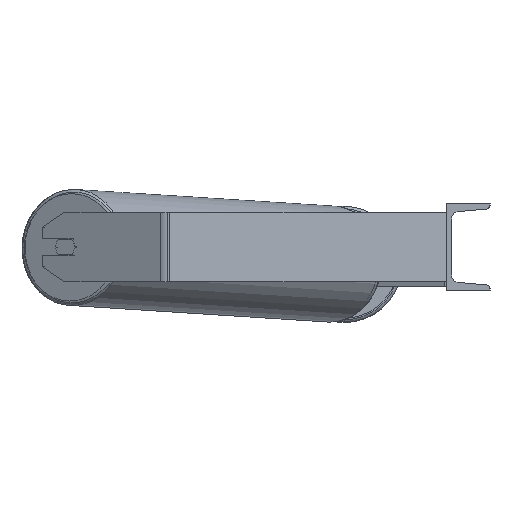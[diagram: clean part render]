
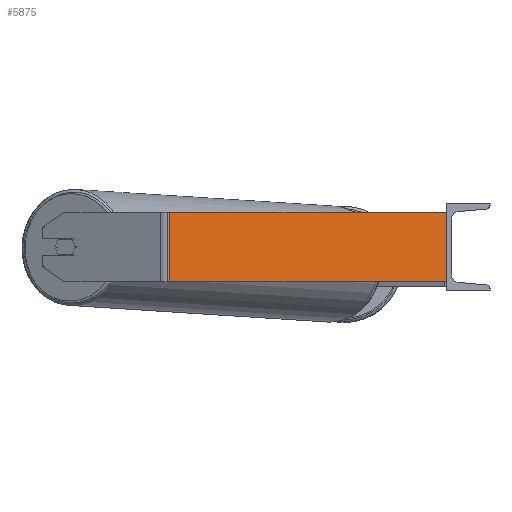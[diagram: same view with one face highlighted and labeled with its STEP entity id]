
A CAD part, left-side view. The second image highlights one B-rep face of the part: STEP entity #5875.
In plain terms, the highlighted planar face has unit normal (-0.985, -0.174, 0).
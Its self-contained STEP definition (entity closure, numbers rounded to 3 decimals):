
#272 = EDGE_LOOP ( 'NONE', ( #5599, #5643, #8893, #3400 ) ) ;
#344 = FACE_OUTER_BOUND ( 'NONE', #272, .T. ) ;
#680 = LINE ( 'NONE', #2815, #1412 ) ;
#1412 = VECTOR ( 'NONE', #5590, 1000. ) ;
#1756 = DIRECTION ( 'NONE',  ( 0., 0., -1. ) ) ;
#2237 = CARTESIAN_POINT ( 'NONE',  ( -940.773, 316.303, 40. ) ) ;
#2316 = LINE ( 'NONE', #6659, #3436 ) ;
#2380 = PLANE ( 'NONE',  #7342 ) ;
#2422 = VECTOR ( 'NONE', #4403, 1000. ) ;
#2571 = EDGE_CURVE ( 'NONE', #6850, #2783, #5913, .T. ) ;
#2783 = VERTEX_POINT ( 'NONE', #8352 ) ;
#2815 = CARTESIAN_POINT ( 'NONE',  ( -885., 0., 40. ) ) ;
#3400 = ORIENTED_EDGE ( 'NONE', *, *, #7628, .T. ) ;
#3436 = VECTOR ( 'NONE', #1756, 1000. ) ;
#3844 = LINE ( 'NONE', #6632, #6446 ) ;
#4330 = VERTEX_POINT ( 'NONE', #4665 ) ;
#4403 = DIRECTION ( 'NONE',  ( 0.174, -0.985, 0. ) ) ;
#4665 = CARTESIAN_POINT ( 'NONE',  ( -940.773, 316.303, -40. ) ) ;
#4968 = EDGE_CURVE ( 'NONE', #2783, #8997, #680, .T. ) ;
#5164 = DIRECTION ( 'NONE',  ( 0.985, 0.174, 0. ) ) ;
#5590 = DIRECTION ( 'NONE',  ( 0., 0., -1. ) ) ;
#5599 = ORIENTED_EDGE ( 'NONE', *, *, #5866, .T. ) ;
#5643 = ORIENTED_EDGE ( 'NONE', *, *, #4968, .F. ) ;
#5866 = EDGE_CURVE ( 'NONE', #4330, #8997, #3844, .T. ) ;
#5875 = ADVANCED_FACE ( 'NONE', ( #344 ), #2380, .F. ) ;
#5913 = LINE ( 'NONE', #8765, #2422 ) ;
#6446 = VECTOR ( 'NONE', #8687, 1000. ) ;
#6576 = DIRECTION ( 'NONE',  ( -0.174, 0.985, 0. ) ) ;
#6632 = CARTESIAN_POINT ( 'NONE',  ( -941.784, 322.038, -40. ) ) ;
#6659 = CARTESIAN_POINT ( 'NONE',  ( -940.773, 316.303, 40. ) ) ;
#6850 = VERTEX_POINT ( 'NONE', #2237 ) ;
#7056 = CARTESIAN_POINT ( 'NONE',  ( -885., 0., -40. ) ) ;
#7144 = CARTESIAN_POINT ( 'NONE',  ( -941.784, 322.038, 40. ) ) ;
#7342 = AXIS2_PLACEMENT_3D ( 'NONE', #7144, #5164, #6576 ) ;
#7628 = EDGE_CURVE ( 'NONE', #6850, #4330, #2316, .T. ) ;
#8352 = CARTESIAN_POINT ( 'NONE',  ( -885., 0., 40. ) ) ;
#8687 = DIRECTION ( 'NONE',  ( 0.174, -0.985, 0. ) ) ;
#8765 = CARTESIAN_POINT ( 'NONE',  ( -941.784, 322.038, 40. ) ) ;
#8893 = ORIENTED_EDGE ( 'NONE', *, *, #2571, .F. ) ;
#8997 = VERTEX_POINT ( 'NONE', #7056 ) ;
